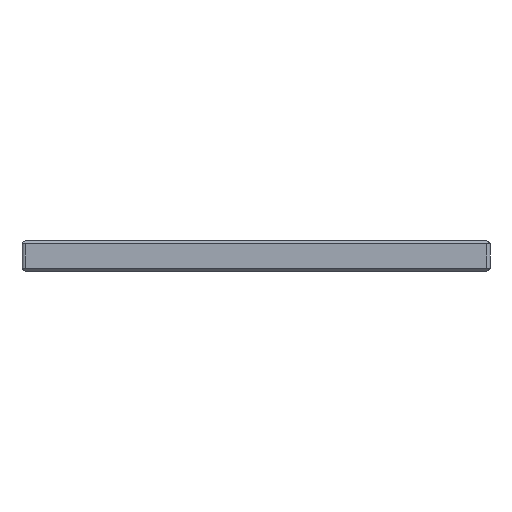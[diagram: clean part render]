
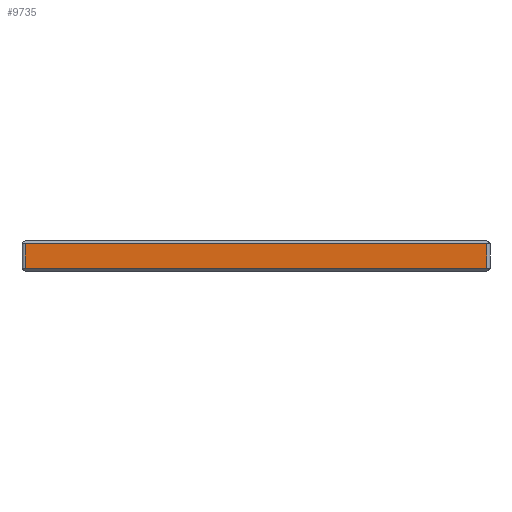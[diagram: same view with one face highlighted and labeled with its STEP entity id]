
A CAD part, left-side view. The second image highlights one B-rep face of the part: STEP entity #9735.
In plain terms, the highlighted planar face has unit normal (-1, 0, 0).
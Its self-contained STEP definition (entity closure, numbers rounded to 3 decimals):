
#518 = CARTESIAN_POINT ( 'NONE',  ( 0., 72., 0.5 ) ) ;
#970 = VECTOR ( 'NONE', #6659, 1000. ) ;
#1735 = VERTEX_POINT ( 'NONE', #3732 ) ;
#1857 = LINE ( 'NONE', #3675, #10998 ) ;
#1918 = CARTESIAN_POINT ( 'NONE',  ( 0., 72.5, 4.8 ) ) ;
#1982 = DIRECTION ( 'NONE',  ( 0., 1., 0. ) ) ;
#2366 = LINE ( 'NONE', #3904, #9841 ) ;
#2948 = CARTESIAN_POINT ( 'NONE',  ( 0., 0.5, 4.8 ) ) ;
#3421 = LINE ( 'NONE', #4385, #10865 ) ;
#3675 = CARTESIAN_POINT ( 'NONE',  ( 0., 72.5, 0.5 ) ) ;
#3732 = CARTESIAN_POINT ( 'NONE',  ( 0., 0.5, 0.5 ) ) ;
#3852 = EDGE_CURVE ( 'NONE', #1735, #4783, #5697, .T. ) ;
#3880 = EDGE_CURVE ( 'NONE', #7133, #9891, #3421, .T. ) ;
#3904 = CARTESIAN_POINT ( 'NONE',  ( 0., 72.5, 4.3 ) ) ;
#4385 = CARTESIAN_POINT ( 'NONE',  ( 0., 72., 4.8 ) ) ;
#4617 = ORIENTED_EDGE ( 'NONE', *, *, #7806, .T. ) ;
#4783 = VERTEX_POINT ( 'NONE', #7757 ) ;
#5697 = LINE ( 'NONE', #2948, #970 ) ;
#6063 = DIRECTION ( 'NONE',  ( 0., 0., -1. ) ) ;
#6633 = EDGE_CURVE ( 'NONE', #4783, #7133, #2366, .T. ) ;
#6659 = DIRECTION ( 'NONE',  ( 0., 0., 1. ) ) ;
#6721 = EDGE_LOOP ( 'NONE', ( #4617, #11734, #7175, #9594 ) ) ;
#7042 = DIRECTION ( 'NONE',  ( 0., 1., 0. ) ) ;
#7133 = VERTEX_POINT ( 'NONE', #8918 ) ;
#7175 = ORIENTED_EDGE ( 'NONE', *, *, #6633, .T. ) ;
#7498 = FACE_OUTER_BOUND ( 'NONE', #6721, .T. ) ;
#7757 = CARTESIAN_POINT ( 'NONE',  ( 0., 0.5, 4.3 ) ) ;
#7806 = EDGE_CURVE ( 'NONE', #9891, #1735, #1857, .T. ) ;
#8918 = CARTESIAN_POINT ( 'NONE',  ( 0., 72., 4.3 ) ) ;
#9332 = DIRECTION ( 'NONE',  ( 1., 0., 0. ) ) ;
#9594 = ORIENTED_EDGE ( 'NONE', *, *, #3880, .T. ) ;
#9735 = ADVANCED_FACE ( 'NONE', ( #7498 ), #11338, .F. ) ;
#9841 = VECTOR ( 'NONE', #7042, 1000. ) ;
#9891 = VERTEX_POINT ( 'NONE', #518 ) ;
#10830 = AXIS2_PLACEMENT_3D ( 'NONE', #1918, #9332, #1982 ) ;
#10865 = VECTOR ( 'NONE', #6063, 1000. ) ;
#10998 = VECTOR ( 'NONE', #11217, 1000. ) ;
#11217 = DIRECTION ( 'NONE',  ( 0., -1., 0. ) ) ;
#11338 = PLANE ( 'NONE',  #10830 ) ;
#11734 = ORIENTED_EDGE ( 'NONE', *, *, #3852, .T. ) ;
